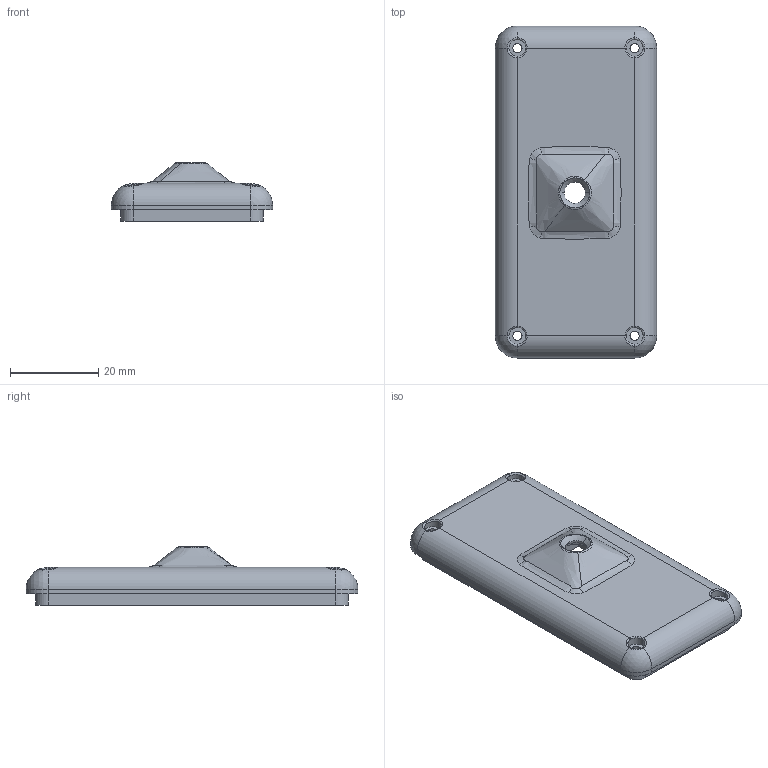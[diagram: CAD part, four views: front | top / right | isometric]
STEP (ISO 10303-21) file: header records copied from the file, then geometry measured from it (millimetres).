
FILE_DESCRIPTION (( 'STEP AP214' ), '1' );
FILE_NAME ('WildBerryEye_Zero_AI_V1_Top_Cap.STEP', '2025-04-24T21:00:50', ( '' ), ( '' ), 'SwSTEP 2.0', 'SolidWorks 2023', '' );
FILE_SCHEMA (( 'AUTOMOTIVE_DESIGN' ));
Length unit declared in the file: millimetre
Products named in the file (1): WildBerryEye_Zero_AI_V1_Top_Cap
Bounding box: 36.53 x 75.12 x 13.13 mm (x, y, z)
Volume: 12922.5 mm3; surface area: 8260.4 mm2
Topology: 1 solids, 1 shells, 153 faces, 401 edges, 255 vertices
Faces by surface type: plane 64, cylinder 53, bspline 20, torus 8, cone 4, sphere 4
Entity records: 6528 total; most frequent: CARTESIAN_POINT 2797, ORIENTED_EDGE 794, DIRECTION 756, EDGE_CURVE 397, AXIS2_PLACEMENT_3D 283, VERTEX_POINT 255, VECTOR 190, LINE 190
